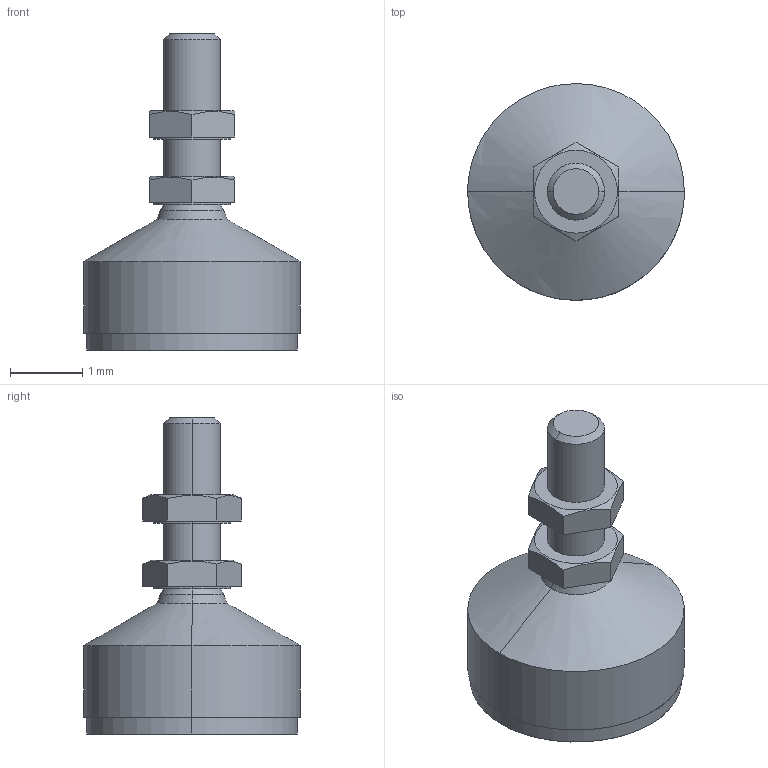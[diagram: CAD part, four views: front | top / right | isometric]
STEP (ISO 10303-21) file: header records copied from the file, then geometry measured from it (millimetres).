
FILE_DESCRIPTION((''),'2;1');
FILE_NAME('13FF8120.stp','2015-07-15T08:46:00',(''),(''),'Mechanical Desktop 2011','Mechanical Desktop 2011',', , ');
FILE_SCHEMA(('CONFIG_CONTROL_DESIGN'));
Length unit declared in the file: millimetre
Products named in the file (1): Product
Bounding box: 2.99 x 2.99 x 4.37 mm (x, y, z)
Volume: 0.5 mm3; surface area: 40.4 mm2
Topology: 2 solids, 2 shells, 47 faces, 132 edges, 108 vertices
Faces by surface type: plane 18, bspline 17, cylinder 8, cone 4
Entity records: 1873 total; most frequent: CARTESIAN_POINT 846, ORIENTED_EDGE 144, DIRECTION 138, QUASI_UNIFORM_CURVE 84, EDGE_CURVE 72, PCURVE 60, COMPOSITE_CURVE_SEGMENT 60, AXIS2_PLACEMENT_3D 51
